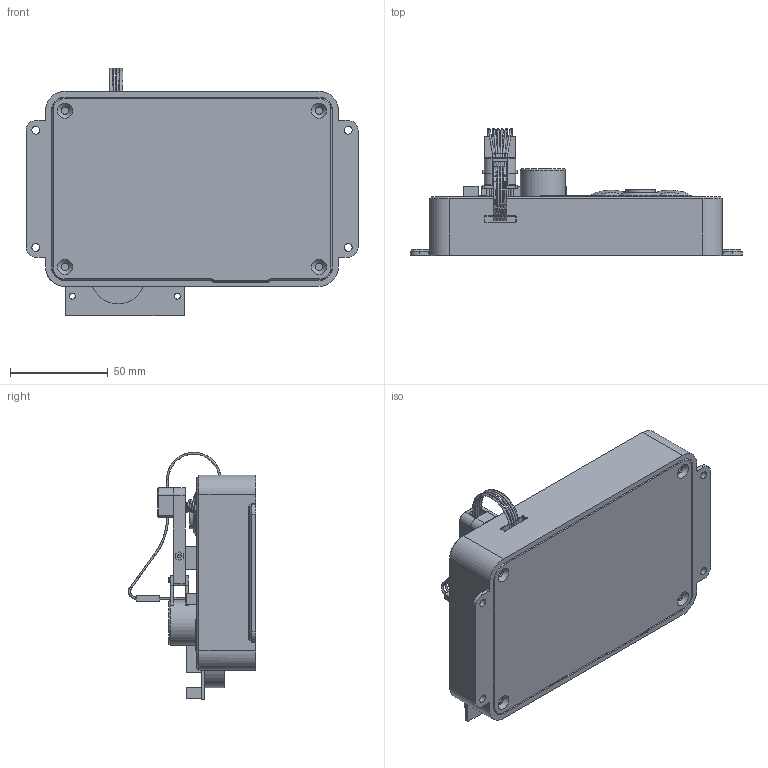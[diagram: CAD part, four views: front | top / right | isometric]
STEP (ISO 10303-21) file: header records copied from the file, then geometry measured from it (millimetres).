
FILE_DESCRIPTION (( 'STEP AP214' ), '1' );
FILE_NAME ('20220907 FlashBox.STEP', '2022-09-07T14:59:52', ( '' ), ( '' ), 'SwSTEP 2.0', 'SolidWorks 2020', '' );
FILE_SCHEMA (( 'AUTOMOTIVE_DESIGN' ));
Length unit declared in the file: millimetre
Products named in the file (7): Controller; 20220907 FlashBox; Knijper; Button Panel-redesign; Spring-Veer; Knoppie; Ledje
Assembly tree (7 placements, depth 2):
  20220907 FlashBox
    Controller
    Knoppie
    Button Panel-redesign
    Knijper
    Ledje  x2
    Spring-Veer
Bounding box: 170 x 65.05 x 126.73 mm (x, y, z)
Volume: 183968.5 mm3; surface area: 128659.7 mm2
Topology: 38 solids, 38 shells, 898 faces, 2137 edges, 1357 vertices
Faces by surface type: plane 468, cylinder 241, torus 79, bspline 74, cone 23, sphere 13
Full cylindrical faces by diameter (mm): 1 x10, 1.2 x6, 1.4 x6, 1.8 x2, 2 x3, 2.2 x2, 2.303 x2, 3 x8, 3.4 x1, 3.649 x1, 3.8 x12, 4 x4, 7.2 x1, 7.4 x1, 10 x7, 12.2 x1, 15 x1, 17.5 x4, 19 x9, 22 x3, 23 x1, 27.8 x1
Entity records: 30756 total; most frequent: CARTESIAN_POINT 10791, DIRECTION 3865, ORIENTED_EDGE 3820, EDGE_CURVE 1910, AXIS2_PLACEMENT_3D 1341, VERTEX_POINT 1279, VECTOR 1183, LINE 1183
